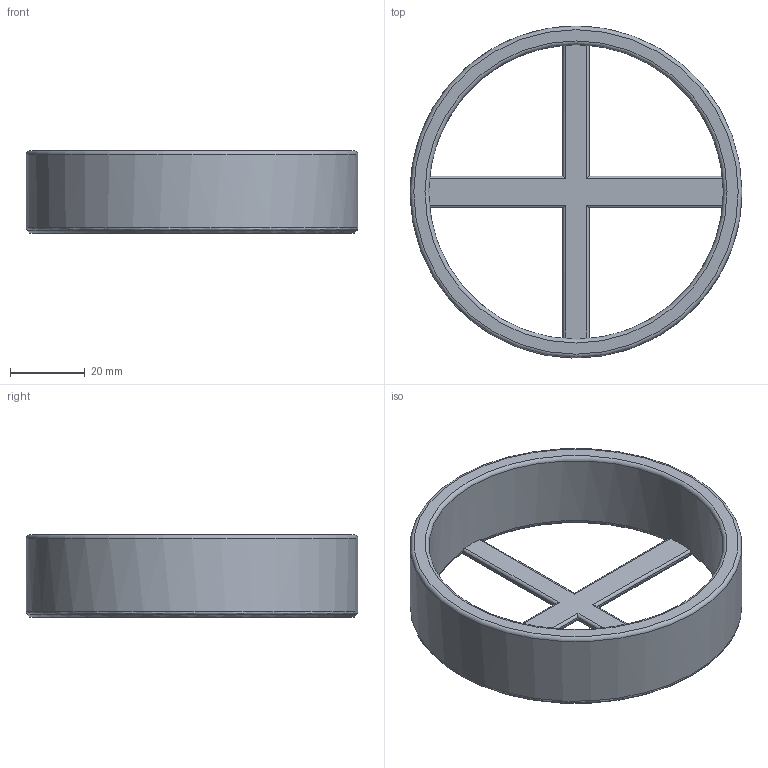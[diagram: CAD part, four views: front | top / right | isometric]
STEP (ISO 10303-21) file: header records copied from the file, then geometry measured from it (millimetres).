
FILE_DESCRIPTION(('Open CASCADE Model'),'2;1');
FILE_NAME('Open CASCADE Shape Model','2025-12-30T14:21:11',('Author'),( 'Open CASCADE'),'Open CASCADE STEP processor 7.7','Open CASCADE 7.7' ,'Unknown');
FILE_SCHEMA(('AUTOMOTIVE_DESIGN { 1 0 10303 214 1 1 1 1 }'));
Length unit declared in the file: millimetre
Products named in the file (1): Open CASCADE STEP translator 7.7 175
Bounding box: 89 x 89 x 22 mm (x, y, z)
Volume: 30912.5 mm3; surface area: 16369.9 mm2
Topology: 1 solids, 1 shells, 49 faces, 134 edges, 84 vertices
Faces by surface type: plane 19, cylinder 18, bspline 5, cone 5, torus 2
Full cylindrical faces by diameter (mm): 79 x1, 89 x1
Entity records: 4543 total; most frequent: CARTESIAN_POINT 2219, DIRECTION 322, ORIENTED_EDGE 268, PCURVE 268, DEFINITIONAL_REPRESENTATION 268, B_SPLINE_CURVE_WITH_KNOTS 186, LINE 161, VECTOR 161
